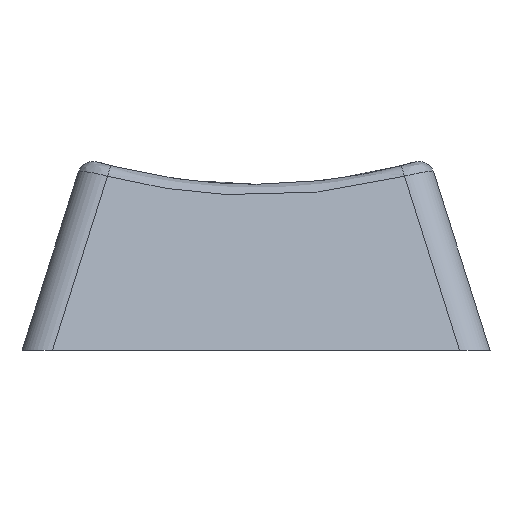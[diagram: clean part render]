
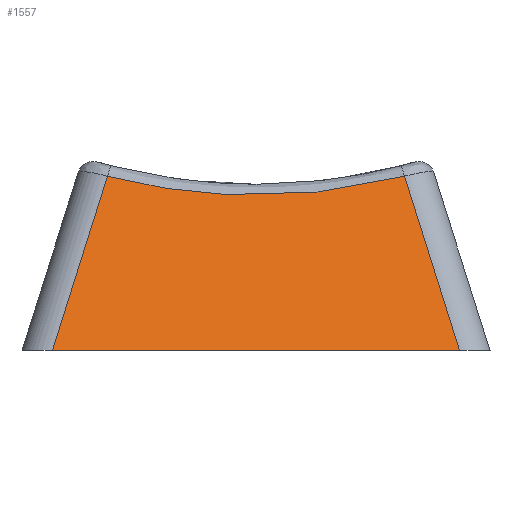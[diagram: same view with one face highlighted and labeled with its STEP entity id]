
A CAD part, left-side view. The second image highlights one B-rep face of the part: STEP entity #1557.
In plain terms, the highlighted planar face has unit normal (-0.95, 0, 0.312).
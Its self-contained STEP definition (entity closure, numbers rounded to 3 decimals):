
#1517=CARTESIAN_POINT('',(215.566,124.3,2.671));
#1518=DIRECTION('',(0.95,0.,-0.312));
#1519=DIRECTION('',(0.312,0.,0.95));
#1520=AXIS2_PLACEMENT_3D('',#1517,#1518,#1519);
#1521=PLANE('',#1520);
#1522=CARTESIAN_POINT('',(214.688,116.338,0.));
#1523=VERTEX_POINT('',#1522);
#1524=CARTESIAN_POINT('',(216.929,118.489,6.813));
#1525=VERTEX_POINT('',#1524);
#1526=CARTESIAN_POINT('',(214.688,116.338,-0.));
#1527=DIRECTION('',(0.299,0.287,0.91));
#1528=VECTOR('',#1527,7.488);
#1529=LINE('',#1526,#1528);
#1530=EDGE_CURVE('',#1523,#1525,#1529,.T.);
#1531=ORIENTED_EDGE('',*,*,#1530,.T.);
#1532=CARTESIAN_POINT('',(216.929,130.111,6.813));
#1533=VERTEX_POINT('',#1532);
#1534=CARTESIAN_POINT('',(224.288,124.3,29.184));
#1535=DIRECTION('',(0.95,0.,-0.312));
#1536=DIRECTION('',(0.312,0.,0.95));
#1537=AXIS2_PLACEMENT_3D('',#1534,#1535,#1536);
#1538=ELLIPSE('',#1537,24.332,23.114);
#1539=EDGE_CURVE('',#1525,#1533,#1538,.T.);
#1540=ORIENTED_EDGE('',*,*,#1539,.T.);
#1541=CARTESIAN_POINT('',(214.688,132.262,0.));
#1542=VERTEX_POINT('',#1541);
#1543=CARTESIAN_POINT('',(216.929,130.111,6.813));
#1544=DIRECTION('',(-0.299,0.287,-0.91));
#1545=VECTOR('',#1544,7.488);
#1546=LINE('',#1543,#1545);
#1547=EDGE_CURVE('',#1533,#1542,#1546,.T.);
#1548=ORIENTED_EDGE('',*,*,#1547,.T.);
#1549=CARTESIAN_POINT('',(214.688,116.338,0.));
#1550=DIRECTION('',(-0.,1.,-0.));
#1551=VECTOR('',#1550,15.925);
#1552=LINE('',#1549,#1551);
#1553=EDGE_CURVE('',#1523,#1542,#1552,.T.);
#1554=ORIENTED_EDGE('',*,*,#1553,.F.);
#1555=EDGE_LOOP('',(#1531,#1540,#1548,#1554));
#1556=FACE_BOUND('',#1555,.T.);
#1557=ADVANCED_FACE('',(#1556),#1521,.F.);
